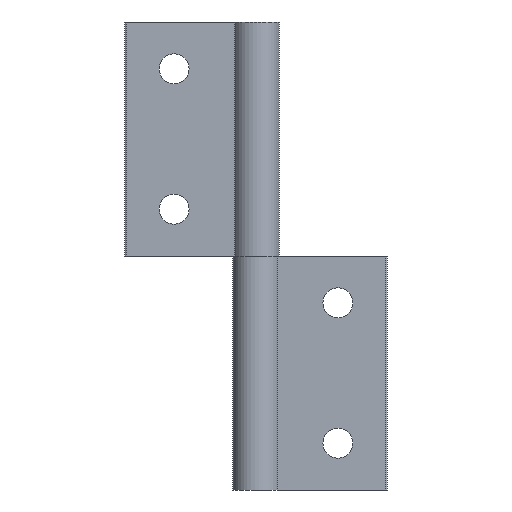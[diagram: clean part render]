
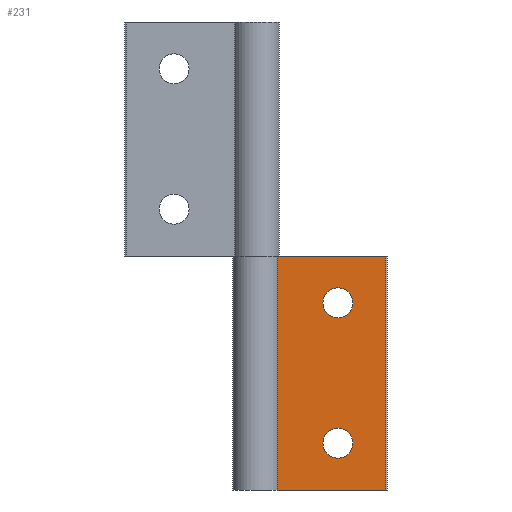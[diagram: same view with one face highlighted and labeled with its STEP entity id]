
A CAD part, front view. The second image highlights one B-rep face of the part: STEP entity #231.
In plain terms, the highlighted planar face has unit normal (0, -1, 0).
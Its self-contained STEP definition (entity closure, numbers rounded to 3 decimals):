
#5 = EDGE_LOOP ( 'NONE', ( #900, #553 ) ) ;
#18 = EDGE_CURVE ( 'NONE', #615, #53, #93, .T. ) ;
#27 = CARTESIAN_POINT ( 'NONE',  ( 17.5, -2., -11.8 ) ) ;
#29 = DIRECTION ( 'NONE',  ( 0., 0., -1. ) ) ;
#36 = PLANE ( 'NONE',  #322 ) ;
#39 = CARTESIAN_POINT ( 'NONE',  ( 17.5, -2., -15. ) ) ;
#53 = VERTEX_POINT ( 'NONE', #631 ) ;
#66 = VERTEX_POINT ( 'NONE', #268 ) ;
#73 = DIRECTION ( 'NONE',  ( 0., 0., 1. ) ) ;
#92 = CARTESIAN_POINT ( 'NONE',  ( 17.5, -2., -15. ) ) ;
#93 = LINE ( 'NONE', #317, #847 ) ;
#103 = CARTESIAN_POINT ( 'NONE',  ( 17.5, -2., 18.2 ) ) ;
#141 = ORIENTED_EDGE ( 'NONE', *, *, #743, .T. ) ;
#150 = EDGE_CURVE ( 'NONE', #893, #759, #592, .T. ) ;
#167 = DIRECTION ( 'NONE',  ( 0., 0., -1. ) ) ;
#172 = EDGE_LOOP ( 'NONE', ( #545, #204 ) ) ;
#177 = ORIENTED_EDGE ( 'NONE', *, *, #18, .T. ) ;
#181 = VERTEX_POINT ( 'NONE', #27 ) ;
#195 = AXIS2_PLACEMENT_3D ( 'NONE', #39, #461, #894 ) ;
#204 = ORIENTED_EDGE ( 'NONE', *, *, #300, .F. ) ;
#231 = ADVANCED_FACE ( 'NONE', ( #571, #868, #320 ), #36, .F. ) ;
#268 = CARTESIAN_POINT ( 'NONE',  ( 27.7, -2., 25. ) ) ;
#298 = DIRECTION ( 'NONE',  ( 0., 0., 1. ) ) ;
#300 = EDGE_CURVE ( 'NONE', #181, #522, #596, .T. ) ;
#315 = DIRECTION ( 'NONE',  ( 0., 1., 0. ) ) ;
#317 = CARTESIAN_POINT ( 'NONE',  ( 4.583, -2., 25. ) ) ;
#320 = FACE_OUTER_BOUND ( 'NONE', #764, .T. ) ;
#322 = AXIS2_PLACEMENT_3D ( 'NONE', #906, #478, #844 ) ;
#329 = EDGE_CURVE ( 'NONE', #759, #893, #374, .T. ) ;
#367 = LINE ( 'NONE', #404, #559 ) ;
#374 = CIRCLE ( 'NONE', #665, 3.2 ) ;
#404 = CARTESIAN_POINT ( 'NONE',  ( 4.583, -2., -25. ) ) ;
#427 = ORIENTED_EDGE ( 'NONE', *, *, #862, .T. ) ;
#461 = DIRECTION ( 'NONE',  ( 0., -1., 0. ) ) ;
#478 = DIRECTION ( 'NONE',  ( 0., 1., 0. ) ) ;
#483 = LINE ( 'NONE', #593, #848 ) ;
#501 = DIRECTION ( 'NONE',  ( 0., 1., 0. ) ) ;
#522 = VERTEX_POINT ( 'NONE', #921 ) ;
#523 = LINE ( 'NONE', #734, #880 ) ;
#545 = ORIENTED_EDGE ( 'NONE', *, *, #905, .F. ) ;
#553 = ORIENTED_EDGE ( 'NONE', *, *, #150, .T. ) ;
#559 = VECTOR ( 'NONE', #903, 1000. ) ;
#571 = FACE_BOUND ( 'NONE', #172, .T. ) ;
#580 = CARTESIAN_POINT ( 'NONE',  ( 27.7, -2., -25. ) ) ;
#592 = CIRCLE ( 'NONE', #678, 3.2 ) ;
#593 = CARTESIAN_POINT ( 'NONE',  ( 27.7, -2., 25. ) ) ;
#596 = CIRCLE ( 'NONE', #622, 3.2 ) ;
#609 = DIRECTION ( 'NONE',  ( 0., -1., 0. ) ) ;
#615 = VERTEX_POINT ( 'NONE', #843 ) ;
#622 = AXIS2_PLACEMENT_3D ( 'NONE', #92, #609, #167 ) ;
#631 = CARTESIAN_POINT ( 'NONE',  ( 4.583, -2., -25. ) ) ;
#645 = VERTEX_POINT ( 'NONE', #580 ) ;
#665 = AXIS2_PLACEMENT_3D ( 'NONE', #756, #315, #823 ) ;
#678 = AXIS2_PLACEMENT_3D ( 'NONE', #841, #501, #73 ) ;
#705 = EDGE_CURVE ( 'NONE', #615, #66, #523, .T. ) ;
#734 = CARTESIAN_POINT ( 'NONE',  ( 4.583, -2., 25. ) ) ;
#743 = EDGE_CURVE ( 'NONE', #645, #66, #483, .T. ) ;
#756 = CARTESIAN_POINT ( 'NONE',  ( 17.5, -2., 15. ) ) ;
#759 = VERTEX_POINT ( 'NONE', #103 ) ;
#764 = EDGE_LOOP ( 'NONE', ( #427, #141, #808, #177 ) ) ;
#801 = DIRECTION ( 'NONE',  ( 1., 0., 0. ) ) ;
#808 = ORIENTED_EDGE ( 'NONE', *, *, #705, .F. ) ;
#823 = DIRECTION ( 'NONE',  ( 0., 0., 1. ) ) ;
#831 = CARTESIAN_POINT ( 'NONE',  ( 17.5, -2., 11.8 ) ) ;
#841 = CARTESIAN_POINT ( 'NONE',  ( 17.5, -2., 15. ) ) ;
#843 = CARTESIAN_POINT ( 'NONE',  ( 4.583, -2., 25. ) ) ;
#844 = DIRECTION ( 'NONE',  ( -1., 0., 0. ) ) ;
#847 = VECTOR ( 'NONE', #29, 1000. ) ;
#848 = VECTOR ( 'NONE', #298, 1000. ) ;
#862 = EDGE_CURVE ( 'NONE', #53, #645, #367, .T. ) ;
#868 = FACE_BOUND ( 'NONE', #5, .T. ) ;
#880 = VECTOR ( 'NONE', #801, 1000. ) ;
#883 = CIRCLE ( 'NONE', #195, 3.2 ) ;
#893 = VERTEX_POINT ( 'NONE', #831 ) ;
#894 = DIRECTION ( 'NONE',  ( 0., 0., -1. ) ) ;
#900 = ORIENTED_EDGE ( 'NONE', *, *, #329, .T. ) ;
#903 = DIRECTION ( 'NONE',  ( 1., 0., 0. ) ) ;
#905 = EDGE_CURVE ( 'NONE', #522, #181, #883, .T. ) ;
#906 = CARTESIAN_POINT ( 'NONE',  ( 4.583, -2., 25. ) ) ;
#921 = CARTESIAN_POINT ( 'NONE',  ( 17.5, -2., -18.2 ) ) ;
